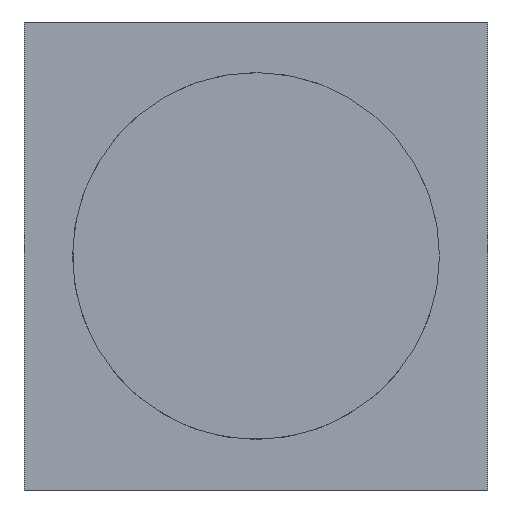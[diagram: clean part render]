
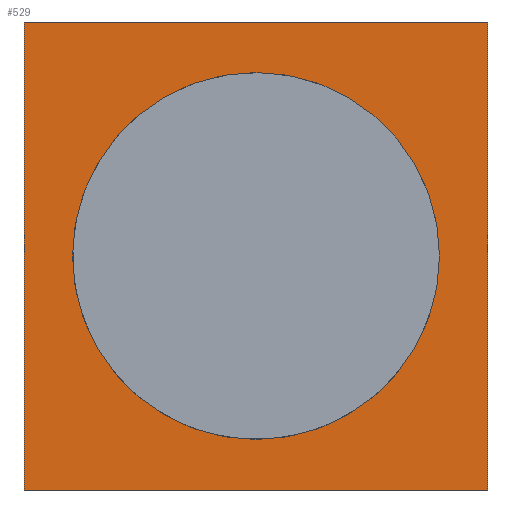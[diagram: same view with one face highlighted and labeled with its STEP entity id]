
A CAD part, front view. The second image highlights one B-rep face of the part: STEP entity #529.
In plain terms, the highlighted planar face has unit normal (0, -1, 0).
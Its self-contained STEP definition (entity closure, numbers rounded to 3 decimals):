
#44 = PLANE('',#45);
#45 = AXIS2_PLACEMENT_3D('',#46,#47,#48);
#46 = CARTESIAN_POINT('',(0.,1.05,0.));
#47 = DIRECTION('',(0.,0.,1.));
#48 = DIRECTION('',(1.,0.,0.));
#141 = EDGE_CURVE('',#142,#144,#146,.T.);
#142 = VERTEX_POINT('',#143);
#143 = CARTESIAN_POINT('',(-10.1,0.,0.));
#144 = VERTEX_POINT('',#145);
#145 = CARTESIAN_POINT('',(10.1,0.,0.));
#146 = SURFACE_CURVE('',#147,(#151,#158),.PCURVE_S1.);
#147 = LINE('',#148,#149);
#148 = CARTESIAN_POINT('',(-10.1,0.,0.));
#149 = VECTOR('',#150,1.);
#150 = DIRECTION('',(1.,0.,0.));
#151 = PCURVE('',#44,#152);
#152 = DEFINITIONAL_REPRESENTATION('',(#153),#157);
#153 = LINE('',#154,#155);
#154 = CARTESIAN_POINT('',(-10.1,-1.05));
#155 = VECTOR('',#156,1.);
#156 = DIRECTION('',(1.,0.));
#157 = ( GEOMETRIC_REPRESENTATION_CONTEXT(2) 
PARAMETRIC_REPRESENTATION_CONTEXT() REPRESENTATION_CONTEXT('2D SPACE',''
  ) );
#158 = PCURVE('',#159,#164);
#159 = PLANE('',#160);
#160 = AXIS2_PLACEMENT_3D('',#161,#162,#163);
#161 = CARTESIAN_POINT('',(-10.1,0.,0.));
#162 = DIRECTION('',(0.,1.,0.));
#163 = DIRECTION('',(1.,0.,0.));
#164 = DEFINITIONAL_REPRESENTATION('',(#165),#169);
#165 = LINE('',#166,#167);
#166 = CARTESIAN_POINT('',(0.,0.));
#167 = VECTOR('',#168,1.);
#168 = DIRECTION('',(1.,0.));
#169 = ( GEOMETRIC_REPRESENTATION_CONTEXT(2) 
PARAMETRIC_REPRESENTATION_CONTEXT() REPRESENTATION_CONTEXT('2D SPACE',''
  ) );
#187 = PLANE('',#188);
#188 = AXIS2_PLACEMENT_3D('',#189,#190,#191);
#189 = CARTESIAN_POINT('',(10.1,0.,0.));
#190 = DIRECTION('',(-1.,0.,0.));
#191 = DIRECTION('',(0.,1.,0.));
#263 = PLANE('',#264);
#264 = AXIS2_PLACEMENT_3D('',#265,#266,#267);
#265 = CARTESIAN_POINT('',(-10.1,2.1,0.));
#266 = DIRECTION('',(1.,0.,0.));
#267 = DIRECTION('',(0.,-1.,0.));
#529 = ADVANCED_FACE('',(#530,#605),#159,.F.);
#530 = FACE_BOUND('',#531,.F.);
#531 = EDGE_LOOP('',(#532,#555,#583,#604));
#532 = ORIENTED_EDGE('',*,*,#533,.T.);
#533 = EDGE_CURVE('',#142,#534,#536,.T.);
#534 = VERTEX_POINT('',#535);
#535 = CARTESIAN_POINT('',(-10.1,0.,20.4));
#536 = SURFACE_CURVE('',#537,(#541,#548),.PCURVE_S1.);
#537 = LINE('',#538,#539);
#538 = CARTESIAN_POINT('',(-10.1,0.,0.));
#539 = VECTOR('',#540,1.);
#540 = DIRECTION('',(0.,0.,1.));
#541 = PCURVE('',#159,#542);
#542 = DEFINITIONAL_REPRESENTATION('',(#543),#547);
#543 = LINE('',#544,#545);
#544 = CARTESIAN_POINT('',(0.,0.));
#545 = VECTOR('',#546,1.);
#546 = DIRECTION('',(0.,-1.));
#547 = ( GEOMETRIC_REPRESENTATION_CONTEXT(2) 
PARAMETRIC_REPRESENTATION_CONTEXT() REPRESENTATION_CONTEXT('2D SPACE',''
  ) );
#548 = PCURVE('',#263,#549);
#549 = DEFINITIONAL_REPRESENTATION('',(#550),#554);
#550 = LINE('',#551,#552);
#551 = CARTESIAN_POINT('',(2.1,0.));
#552 = VECTOR('',#553,1.);
#553 = DIRECTION('',(0.,-1.));
#554 = ( GEOMETRIC_REPRESENTATION_CONTEXT(2) 
PARAMETRIC_REPRESENTATION_CONTEXT() REPRESENTATION_CONTEXT('2D SPACE',''
  ) );
#555 = ORIENTED_EDGE('',*,*,#556,.T.);
#556 = EDGE_CURVE('',#534,#557,#559,.T.);
#557 = VERTEX_POINT('',#558);
#558 = CARTESIAN_POINT('',(10.1,0.,20.4));
#559 = SURFACE_CURVE('',#560,(#564,#571),.PCURVE_S1.);
#560 = LINE('',#561,#562);
#561 = CARTESIAN_POINT('',(-10.1,0.,20.4));
#562 = VECTOR('',#563,1.);
#563 = DIRECTION('',(1.,0.,0.));
#564 = PCURVE('',#159,#565);
#565 = DEFINITIONAL_REPRESENTATION('',(#566),#570);
#566 = LINE('',#567,#568);
#567 = CARTESIAN_POINT('',(0.,-20.4));
#568 = VECTOR('',#569,1.);
#569 = DIRECTION('',(1.,0.));
#570 = ( GEOMETRIC_REPRESENTATION_CONTEXT(2) 
PARAMETRIC_REPRESENTATION_CONTEXT() REPRESENTATION_CONTEXT('2D SPACE',''
  ) );
#571 = PCURVE('',#572,#577);
#572 = PLANE('',#573);
#573 = AXIS2_PLACEMENT_3D('',#574,#575,#576);
#574 = CARTESIAN_POINT('',(0.,1.05,20.4));
#575 = DIRECTION('',(0.,0.,1.));
#576 = DIRECTION('',(1.,0.,0.));
#577 = DEFINITIONAL_REPRESENTATION('',(#578),#582);
#578 = LINE('',#579,#580);
#579 = CARTESIAN_POINT('',(-10.1,-1.05));
#580 = VECTOR('',#581,1.);
#581 = DIRECTION('',(1.,0.));
#582 = ( GEOMETRIC_REPRESENTATION_CONTEXT(2) 
PARAMETRIC_REPRESENTATION_CONTEXT() REPRESENTATION_CONTEXT('2D SPACE',''
  ) );
#583 = ORIENTED_EDGE('',*,*,#584,.F.);
#584 = EDGE_CURVE('',#144,#557,#585,.T.);
#585 = SURFACE_CURVE('',#586,(#590,#597),.PCURVE_S1.);
#586 = LINE('',#587,#588);
#587 = CARTESIAN_POINT('',(10.1,0.,0.));
#588 = VECTOR('',#589,1.);
#589 = DIRECTION('',(0.,0.,1.));
#590 = PCURVE('',#159,#591);
#591 = DEFINITIONAL_REPRESENTATION('',(#592),#596);
#592 = LINE('',#593,#594);
#593 = CARTESIAN_POINT('',(20.2,0.));
#594 = VECTOR('',#595,1.);
#595 = DIRECTION('',(0.,-1.));
#596 = ( GEOMETRIC_REPRESENTATION_CONTEXT(2) 
PARAMETRIC_REPRESENTATION_CONTEXT() REPRESENTATION_CONTEXT('2D SPACE',''
  ) );
#597 = PCURVE('',#187,#598);
#598 = DEFINITIONAL_REPRESENTATION('',(#599),#603);
#599 = LINE('',#600,#601);
#600 = CARTESIAN_POINT('',(0.,0.));
#601 = VECTOR('',#602,1.);
#602 = DIRECTION('',(0.,-1.));
#603 = ( GEOMETRIC_REPRESENTATION_CONTEXT(2) 
PARAMETRIC_REPRESENTATION_CONTEXT() REPRESENTATION_CONTEXT('2D SPACE',''
  ) );
#604 = ORIENTED_EDGE('',*,*,#141,.F.);
#605 = FACE_BOUND('',#606,.F.);
#606 = EDGE_LOOP('',(#607));
#607 = ORIENTED_EDGE('',*,*,#608,.F.);
#608 = EDGE_CURVE('',#609,#609,#611,.T.);
#609 = VERTEX_POINT('',#610);
#610 = CARTESIAN_POINT('',(8.,0.,10.2));
#611 = SURFACE_CURVE('',#612,(#617,#624),.PCURVE_S1.);
#612 = CIRCLE('',#613,8.);
#613 = AXIS2_PLACEMENT_3D('',#614,#615,#616);
#614 = CARTESIAN_POINT('',(0.,0.,10.2));
#615 = DIRECTION('',(-0.,1.,0.));
#616 = DIRECTION('',(1.,0.,0.));
#617 = PCURVE('',#159,#618);
#618 = DEFINITIONAL_REPRESENTATION('',(#619),#623);
#619 = CIRCLE('',#620,8.);
#620 = AXIS2_PLACEMENT_2D('',#621,#622);
#621 = CARTESIAN_POINT('',(10.1,-10.2));
#622 = DIRECTION('',(1.,0.));
#623 = ( GEOMETRIC_REPRESENTATION_CONTEXT(2) 
PARAMETRIC_REPRESENTATION_CONTEXT() REPRESENTATION_CONTEXT('2D SPACE',''
  ) );
#624 = PCURVE('',#625,#630);
#625 = CYLINDRICAL_SURFACE('',#626,8.);
#626 = AXIS2_PLACEMENT_3D('',#627,#628,#629);
#627 = CARTESIAN_POINT('',(0.,0.,10.2));
#628 = DIRECTION('',(-0.,-1.,0.));
#629 = DIRECTION('',(1.,0.,0.));
#630 = DEFINITIONAL_REPRESENTATION('',(#631),#635);
#631 = LINE('',#632,#633);
#632 = CARTESIAN_POINT('',(-0.,0.));
#633 = VECTOR('',#634,1.);
#634 = DIRECTION('',(-1.,0.));
#635 = ( GEOMETRIC_REPRESENTATION_CONTEXT(2) 
PARAMETRIC_REPRESENTATION_CONTEXT() REPRESENTATION_CONTEXT('2D SPACE',''
  ) );
